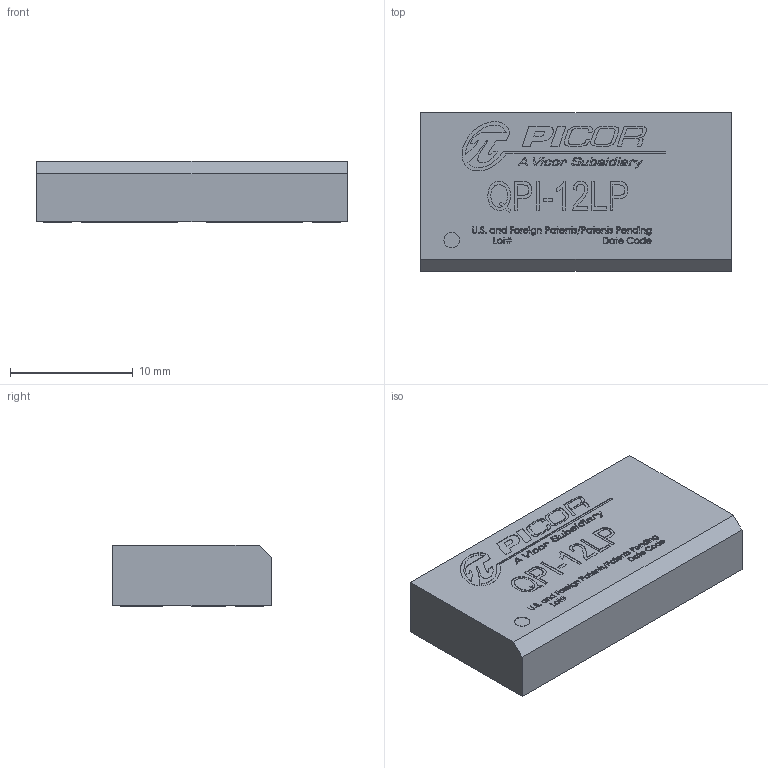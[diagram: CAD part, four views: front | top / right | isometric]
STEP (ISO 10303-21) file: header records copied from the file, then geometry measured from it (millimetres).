
FILE_DESCRIPTION (( 'STEP AP214' ), '1' );
FILE_NAME ('QPI-12LPr.step', '2015-03-10T16:36:46', ( 'Vicor Employee' ), ( 'Vicor Corporation' ), 'SwSTEP 2.0', 'SolidWorks 2012', '' );
FILE_SCHEMA (( 'AUTOMOTIVE_DESIGN' ));
Length unit declared in the file: millimetre
Products named in the file (1): QPI-12LPr
Bounding box: 25.3 x 12.9 x 4.98 mm (x, y, z)
Volume: 1597.7 mm3; surface area: 1035.5 mm2
Topology: 1 solids, 1 shells, 1437 faces, 3867 edges, 2578 vertices
Faces by surface type: plane 814, bspline 621, cylinder 2
Entity records: 86956 total; most frequent: CARTESIAN_POINT 39320, ORIENTED_EDGE 7734, DIRECTION 4263, EDGE_CURVE 3867, LINE 2621, VECTOR 2621, VERTEX_POINT 2578, EDGE_LOOP 1583
